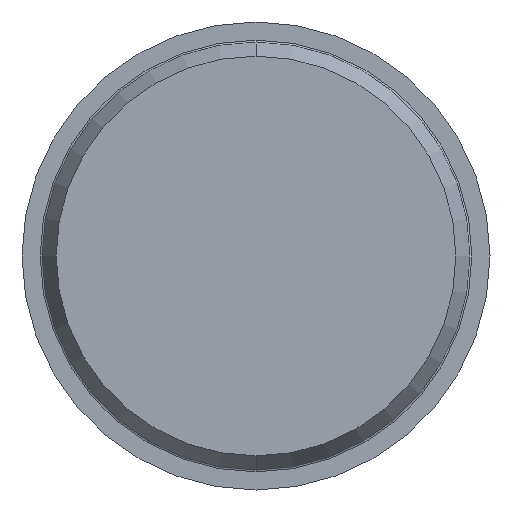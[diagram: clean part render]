
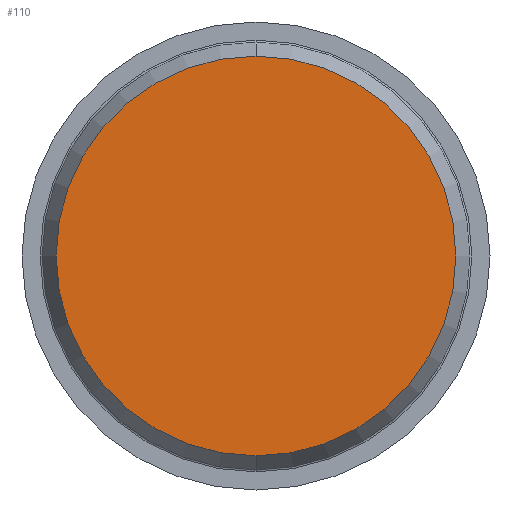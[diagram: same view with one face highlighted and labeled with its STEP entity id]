
A CAD part, front view. The second image highlights one B-rep face of the part: STEP entity #110.
In plain terms, the highlighted planar face has unit normal (0, -1, 0).
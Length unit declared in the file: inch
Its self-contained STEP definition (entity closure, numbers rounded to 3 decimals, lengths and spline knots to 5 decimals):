
#8 = CARTESIAN_POINT ( 'NONE',  ( 0., -1.23, 0. ) ) ;
#11 = EDGE_CURVE ( 'NONE', #116, #597, #318, .T. ) ;
#15 = AXIS2_PLACEMENT_3D ( 'NONE', #543, #247, #593 ) ;
#26 = AXIS2_PLACEMENT_3D ( 'NONE', #304, #355, #63 ) ;
#49 = DIRECTION ( 'NONE',  ( 0., 0., 1. ) ) ;
#53 = FACE_OUTER_BOUND ( 'NONE', #200, .T. ) ;
#63 = DIRECTION ( 'NONE',  ( 0., 0., 1. ) ) ;
#75 = ORIENTED_EDGE ( 'NONE', *, *, #120, .F. ) ;
#110 = ADVANCED_FACE ( 'NONE', ( #53 ), #591, .F. ) ;
#116 = VERTEX_POINT ( 'NONE', #145 ) ;
#120 = EDGE_CURVE ( 'NONE', #597, #116, #392, .T. ) ;
#133 = CARTESIAN_POINT ( 'NONE',  ( 0., -1.23, -2.5625 ) ) ;
#145 = CARTESIAN_POINT ( 'NONE',  ( 0., -1.23, 2.5625 ) ) ;
#176 = AXIS2_PLACEMENT_3D ( 'NONE', #8, #344, #49 ) ;
#200 = EDGE_LOOP ( 'NONE', ( #458, #75 ) ) ;
#247 = DIRECTION ( 'NONE',  ( 0., 1., 0. ) ) ;
#304 = CARTESIAN_POINT ( 'NONE',  ( 0., -1.23, 0. ) ) ;
#318 = CIRCLE ( 'NONE', #176, 2.5625 ) ;
#344 = DIRECTION ( 'NONE',  ( 0., 1., 0. ) ) ;
#355 = DIRECTION ( 'NONE',  ( 0., 1., 0. ) ) ;
#392 = CIRCLE ( 'NONE', #15, 2.5625 ) ;
#458 = ORIENTED_EDGE ( 'NONE', *, *, #11, .F. ) ;
#543 = CARTESIAN_POINT ( 'NONE',  ( 0., -1.23, 0. ) ) ;
#591 = PLANE ( 'NONE',  #26 ) ;
#593 = DIRECTION ( 'NONE',  ( 0., 0., 1. ) ) ;
#597 = VERTEX_POINT ( 'NONE', #133 ) ;
